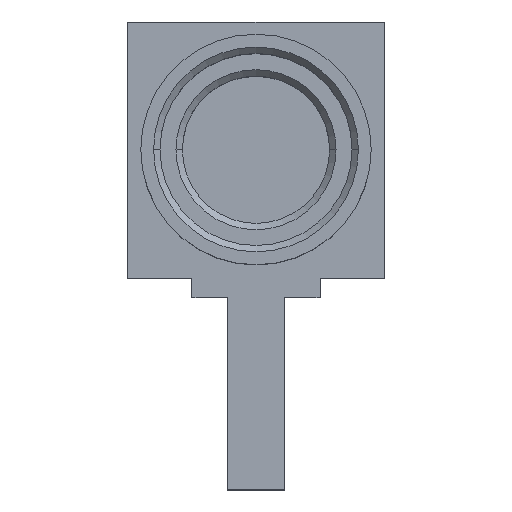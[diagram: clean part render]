
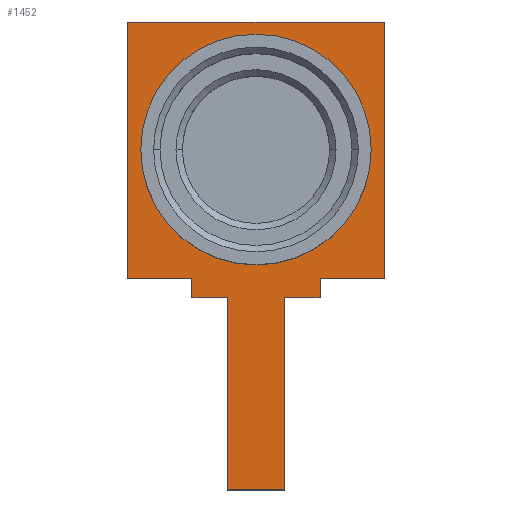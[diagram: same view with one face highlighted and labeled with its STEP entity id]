
A CAD part, top view. The second image highlights one B-rep face of the part: STEP entity #1452.
In plain terms, the highlighted planar face has unit normal (0, 0, 1).
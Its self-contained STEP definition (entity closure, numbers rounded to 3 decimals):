
#27 = DIRECTION ( 'NONE',  ( 1., 0., 0. ) ) ;
#73 = VERTEX_POINT ( 'NONE', #2083 ) ;
#122 = CARTESIAN_POINT ( 'NONE',  ( 2., -8.266, -5.2 ) ) ;
#125 = EDGE_CURVE ( 'NONE', #885, #1277, #1611, .T. ) ;
#130 = ORIENTED_EDGE ( 'NONE', *, *, #2340, .F. ) ;
#132 = CARTESIAN_POINT ( 'NONE',  ( -2., -8.266, -5.2 ) ) ;
#171 = DIRECTION ( 'NONE',  ( 0., -1., 0. ) ) ;
#181 = CARTESIAN_POINT ( 'NONE',  ( 0., 0., -5.2 ) ) ;
#192 = VECTOR ( 'NONE', #687, 1000. ) ;
#193 = CARTESIAN_POINT ( 'NONE',  ( -1., -8.266, -5.2 ) ) ;
#217 = VECTOR ( 'NONE', #1866, 1000. ) ;
#220 = CIRCLE ( 'NONE', #1021, 1.45 ) ;
#259 = LINE ( 'NONE', #1595, #1556 ) ;
#265 = FACE_BOUND ( 'NONE', #2692, .T. ) ;
#319 = CARTESIAN_POINT ( 'NONE',  ( 0., 0., -5.2 ) ) ;
#321 = CARTESIAN_POINT ( 'NONE',  ( -0.45, -2.3, -5.2 ) ) ;
#352 = VERTEX_POINT ( 'NONE', #2374 ) ;
#356 = LINE ( 'NONE', #1225, #217 ) ;
#377 = ORIENTED_EDGE ( 'NONE', *, *, #2259, .F. ) ;
#390 = DIRECTION ( 'NONE',  ( 1., 0., 0. ) ) ;
#397 = CARTESIAN_POINT ( 'NONE',  ( -1., -2.3, -5.2 ) ) ;
#415 = CARTESIAN_POINT ( 'NONE',  ( 1., -8.266, -5.2 ) ) ;
#418 = CARTESIAN_POINT ( 'NONE',  ( 0., 1.45, -5.2 ) ) ;
#432 = EDGE_CURVE ( 'NONE', #1053, #1478, #2342, .T. ) ;
#464 = AXIS2_PLACEMENT_3D ( 'NONE', #418, #1912, #641 ) ;
#480 = ORIENTED_EDGE ( 'NONE', *, *, #1978, .T. ) ;
#494 = CARTESIAN_POINT ( 'NONE',  ( 0., 2., -5.2 ) ) ;
#528 = ORIENTED_EDGE ( 'NONE', *, *, #2327, .T. ) ;
#534 = CARTESIAN_POINT ( 'NONE',  ( 0., -2.3, -5.2 ) ) ;
#539 = DIRECTION ( 'NONE',  ( 1., 0., 0. ) ) ;
#540 = DIRECTION ( 'NONE',  ( 0., -1., 0. ) ) ;
#562 = ORIENTED_EDGE ( 'NONE', *, *, #695, .F. ) ;
#626 = LINE ( 'NONE', #415, #1748 ) ;
#638 = VECTOR ( 'NONE', #1501, 1000. ) ;
#641 = DIRECTION ( 'NONE',  ( -1., 0., 0. ) ) ;
#645 = CARTESIAN_POINT ( 'NONE',  ( -0.45, -5.3, -5.2 ) ) ;
#687 = DIRECTION ( 'NONE',  ( -1., 0., 0. ) ) ;
#695 = EDGE_CURVE ( 'NONE', #2051, #2110, #2382, .T. ) ;
#700 = LINE ( 'NONE', #2143, #638 ) ;
#708 = CARTESIAN_POINT ( 'NONE',  ( -2., 2., -5.2 ) ) ;
#747 = CARTESIAN_POINT ( 'NONE',  ( -1.45, 0., -5.2 ) ) ;
#791 = LINE ( 'NONE', #132, #1350 ) ;
#837 = LINE ( 'NONE', #193, #2471 ) ;
#854 = CARTESIAN_POINT ( 'NONE',  ( 2., 2., -5.2 ) ) ;
#857 = ORIENTED_EDGE ( 'NONE', *, *, #2255, .F. ) ;
#885 = VERTEX_POINT ( 'NONE', #1620 ) ;
#919 = LINE ( 'NONE', #1180, #2545 ) ;
#926 = DIRECTION ( 'NONE',  ( 1., 0., 0. ) ) ;
#963 = DIRECTION ( 'NONE',  ( -1., 0., 0. ) ) ;
#978 = ORIENTED_EDGE ( 'NONE', *, *, #1442, .T. ) ;
#1021 = AXIS2_PLACEMENT_3D ( 'NONE', #319, #1804, #539 ) ;
#1053 = VERTEX_POINT ( 'NONE', #708 ) ;
#1180 = CARTESIAN_POINT ( 'NONE',  ( 0., -2., -5.2 ) ) ;
#1211 = ORIENTED_EDGE ( 'NONE', *, *, #2548, .F. ) ;
#1212 = ORIENTED_EDGE ( 'NONE', *, *, #432, .F. ) ;
#1225 = CARTESIAN_POINT ( 'NONE',  ( 0., -2.3, -5.2 ) ) ;
#1273 = VECTOR ( 'NONE', #926, 1000. ) ;
#1277 = VERTEX_POINT ( 'NONE', #1845 ) ;
#1278 = CARTESIAN_POINT ( 'NONE',  ( 0., -2., -5.2 ) ) ;
#1347 = VECTOR ( 'NONE', #171, 1000. ) ;
#1350 = VECTOR ( 'NONE', #2439, 1000. ) ;
#1376 = ORIENTED_EDGE ( 'NONE', *, *, #2661, .F. ) ;
#1390 = LINE ( 'NONE', #122, #1958 ) ;
#1442 = EDGE_CURVE ( 'NONE', #1277, #2635, #837, .T. ) ;
#1452 = ADVANCED_FACE ( 'NONE', ( #265, #1903 ), #1690, .F. ) ;
#1478 = VERTEX_POINT ( 'NONE', #854 ) ;
#1482 = ORIENTED_EDGE ( 'NONE', *, *, #1910, .F. ) ;
#1501 = DIRECTION ( 'NONE',  ( 0., -1., 0. ) ) ;
#1520 = CIRCLE ( 'NONE', #2584, 1.45 ) ;
#1527 = CARTESIAN_POINT ( 'NONE',  ( 0.45, -2.3, -5.2 ) ) ;
#1556 = VECTOR ( 'NONE', #963, 1000. ) ;
#1565 = VERTEX_POINT ( 'NONE', #645 ) ;
#1595 = CARTESIAN_POINT ( 'NONE',  ( 0., -5.3, -5.2 ) ) ;
#1611 = LINE ( 'NONE', #1278, #2735 ) ;
#1620 = CARTESIAN_POINT ( 'NONE',  ( -2., -2., -5.2 ) ) ;
#1660 = CARTESIAN_POINT ( 'NONE',  ( 1., -2., -5.2 ) ) ;
#1663 = DIRECTION ( 'NONE',  ( 0., 0., 1. ) ) ;
#1690 = PLANE ( 'NONE',  #464 ) ;
#1713 = VERTEX_POINT ( 'NONE', #1972 ) ;
#1748 = VECTOR ( 'NONE', #2112, 1000. ) ;
#1804 = DIRECTION ( 'NONE',  ( 0., 0., 1. ) ) ;
#1835 = VERTEX_POINT ( 'NONE', #747 ) ;
#1845 = CARTESIAN_POINT ( 'NONE',  ( -1., -2., -5.2 ) ) ;
#1866 = DIRECTION ( 'NONE',  ( 1., 0., 0. ) ) ;
#1903 = FACE_OUTER_BOUND ( 'NONE', #2320, .T. ) ;
#1910 = EDGE_CURVE ( 'NONE', #1835, #352, #1520, .T. ) ;
#1912 = DIRECTION ( 'NONE',  ( 0., 0., -1. ) ) ;
#1918 = LINE ( 'NONE', #2705, #1347 ) ;
#1947 = ORIENTED_EDGE ( 'NONE', *, *, #125, .T. ) ;
#1958 = VECTOR ( 'NONE', #540, 1000. ) ;
#1972 = CARTESIAN_POINT ( 'NONE',  ( 0.45, -5.3, -5.2 ) ) ;
#1978 = EDGE_CURVE ( 'NONE', #2254, #1565, #700, .T. ) ;
#2051 = VERTEX_POINT ( 'NONE', #2361 ) ;
#2083 = CARTESIAN_POINT ( 'NONE',  ( 2., -2., -5.2 ) ) ;
#2110 = VERTEX_POINT ( 'NONE', #1527 ) ;
#2112 = DIRECTION ( 'NONE',  ( 0., -1., 0. ) ) ;
#2143 = CARTESIAN_POINT ( 'NONE',  ( -0.45, -8.266, -5.2 ) ) ;
#2184 = ORIENTED_EDGE ( 'NONE', *, *, #2579, .T. ) ;
#2249 = ORIENTED_EDGE ( 'NONE', *, *, #2716, .F. ) ;
#2254 = VERTEX_POINT ( 'NONE', #321 ) ;
#2255 = EDGE_CURVE ( 'NONE', #1478, #73, #1390, .T. ) ;
#2259 = EDGE_CURVE ( 'NONE', #1713, #1565, #259, .T. ) ;
#2320 = EDGE_LOOP ( 'NONE', ( #857, #1212, #528, #1947, #978, #2184, #480, #377, #1211, #562, #1376, #2249 ) ) ;
#2327 = EDGE_CURVE ( 'NONE', #1053, #885, #791, .T. ) ;
#2340 = EDGE_CURVE ( 'NONE', #352, #1835, #220, .T. ) ;
#2342 = LINE ( 'NONE', #494, #1273 ) ;
#2361 = CARTESIAN_POINT ( 'NONE',  ( 1., -2.3, -5.2 ) ) ;
#2374 = CARTESIAN_POINT ( 'NONE',  ( 1.45, 0., -5.2 ) ) ;
#2382 = LINE ( 'NONE', #534, #192 ) ;
#2439 = DIRECTION ( 'NONE',  ( 0., -1., 0. ) ) ;
#2471 = VECTOR ( 'NONE', #2730, 1000. ) ;
#2545 = VECTOR ( 'NONE', #2653, 1000. ) ;
#2548 = EDGE_CURVE ( 'NONE', #2110, #1713, #1918, .T. ) ;
#2579 = EDGE_CURVE ( 'NONE', #2635, #2254, #356, .T. ) ;
#2584 = AXIS2_PLACEMENT_3D ( 'NONE', #181, #1663, #390 ) ;
#2631 = VERTEX_POINT ( 'NONE', #1660 ) ;
#2635 = VERTEX_POINT ( 'NONE', #397 ) ;
#2653 = DIRECTION ( 'NONE',  ( -1., 0., 0. ) ) ;
#2661 = EDGE_CURVE ( 'NONE', #2631, #2051, #626, .T. ) ;
#2692 = EDGE_LOOP ( 'NONE', ( #130, #1482 ) ) ;
#2705 = CARTESIAN_POINT ( 'NONE',  ( 0.45, -8.266, -5.2 ) ) ;
#2716 = EDGE_CURVE ( 'NONE', #73, #2631, #919, .T. ) ;
#2730 = DIRECTION ( 'NONE',  ( 0., -1., 0. ) ) ;
#2735 = VECTOR ( 'NONE', #27, 1000. ) ;
